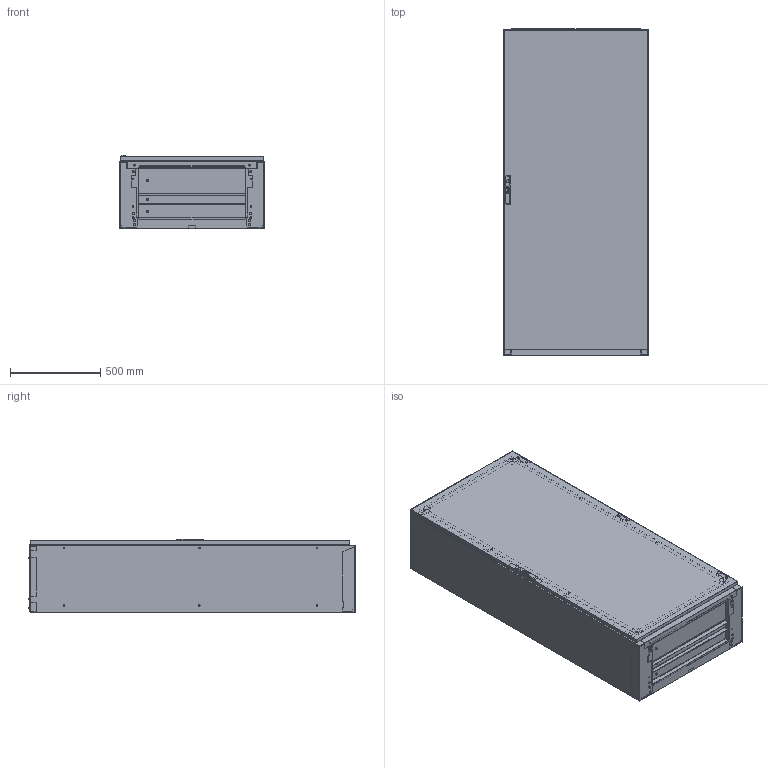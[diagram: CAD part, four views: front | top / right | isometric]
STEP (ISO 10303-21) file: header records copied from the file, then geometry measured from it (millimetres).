
FILE_DESCRIPTION (( 'STEP AP214' ), '1' );
FILE_NAME ('0390-8018-40-17.STEP', '2014-12-03T12:33:05', ( '' ), ( '' ), 'SwSTEP 2.0', 'SolidWorks 2014', '' );
FILE_SCHEMA (( 'AUTOMOTIVE_DESIGN' ));
Length unit declared in the file: millimetre
Products named in the file (19): Arretierwinkel kpl rechts (Modell) 800; Arretierwinkel kpl links (Modell) 800; Rasthalterung kpl rechts (Modell) 800; Rasthalterung kpl links (Modell) 800; Montageplatte 0348 (Modell) B800H1800; Tragschiene oben links (Modell) T400; Dachwinkel vorn-hinten (Modell) B800; Tragschiene unten links (Modell) T400; Dachplatte 0390 (Modell) B800T400; Bodenblech vorn-hinten (Modell) B800; Tuere 0395 (Modell) B800H1800; Bodenplatte hinten 0395 f黵 0390 (Modell) B800; Tragschiene unten rechts (Modell) T400; Abwicklung kpl (Modell) B800H1800T400; Bodenplatte mitte 0395 f黵 0390 (Modell) B800; 0390-8018-40-17; Bodenplatte vorne 0395 f黵 0390 (Modell) B800; Tragschiene oben rechts (Modell) T400; Montageplatte kpl 0348 (Modell) B800H1800
Assembly tree (18 placements, depth 3):
  0390-8018-40-17
    Abwicklung kpl (Modell) B800H1800T400
    Tragschiene unten rechts (Modell) T400
    Tuere 0395 (Modell) B800H1800
    Bodenblech vorn-hinten (Modell) B800
    Dachplatte 0390 (Modell) B800T400
    Tragschiene unten links (Modell) T400
    Dachwinkel vorn-hinten (Modell) B800
    Tragschiene oben links (Modell) T400
    Montageplatte kpl 0348 (Modell) B800H1800
      Montageplatte 0348 (Modell) B800H1800
      Rasthalterung kpl links (Modell) 800
      Rasthalterung kpl rechts (Modell) 800
      Arretierwinkel kpl links (Modell) 800
      Arretierwinkel kpl rechts (Modell) 800
    Tragschiene oben rechts (Modell) T400
    Bodenplatte vorne 0395 f黵 0390 (Modell) B800
    Bodenplatte mitte 0395 f黵 0390 (Modell) B800
    Bodenplatte hinten 0395 f黵 0390 (Modell) B800
Bounding box: 800 x 1806.5 x 407.5 mm (x, y, z)
Volume: 14495076.1 mm3; surface area: 15430758.1 mm2
Topology: 31 solids, 31 shells, 2561 faces, 6852 edges, 4541 vertices
Faces by surface type: plane 1341, cylinder 1166, cone 54
Entity records: 102085 total; most frequent: DIRECTION 14344, CARTESIAN_POINT 14237, ORIENTED_EDGE 13704, EDGE_CURVE 6852, AXIS2_PLACEMENT_3D 4984, VERTEX_POINT 4541, LINE 4376, VECTOR 4376
